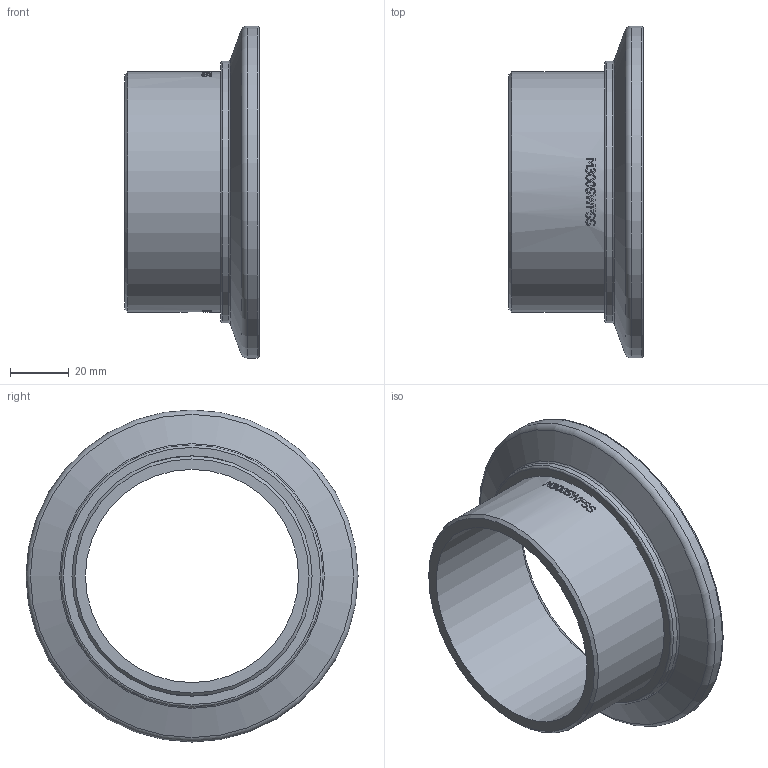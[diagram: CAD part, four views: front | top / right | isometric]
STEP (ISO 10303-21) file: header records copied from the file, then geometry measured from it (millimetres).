
FILE_DESCRIPTION(/* description */ ('3" SOCKET WELD X 3" MNFLD FLG.'),/* implementation_level */ '2;1');
FILE_NAME(/* name */ 'M300SWFSS.stp',/* time_stamp */ '2015-01-07T13:38:47-05:00',/* author */ ('mclevenger'),/* organization */ (''),/* preprocessor_version */ 'ST-DEVELOPER v15.2',/* originating_system */ 'Autodesk Inventor 2014',/* authorisation */ '');
FILE_SCHEMA (('AUTOMOTIVE_DESIGN { 1 0 10303 214 3 1 1 }'));
Length unit declared in the file: inch
Products named in the file (1): M300SWFSS
Bounding box: 45.72 x 112.78 x 112.78 mm (x, y, z)
Volume: 84481.4 mm3; surface area: 33018.7 mm2
Topology: 1 solids, 1 shells, 250 faces, 669 edges, 443 vertices
Faces by surface type: bspline 121, plane 96, cylinder 25, torus 5, cone 3
Full cylindrical faces by diameter (mm): 72.39 x1, 81.534 x1, 88.9 x1, 94.31 x1, 112.776 x1
Entity records: 10016 total; most frequent: CARTESIAN_POINT 4489, ORIENTED_EDGE 1312, DIRECTION 815, EDGE_CURVE 656, VERTEX_POINT 443, EDGE_LOOP 287, LINE 273, VECTOR 273
